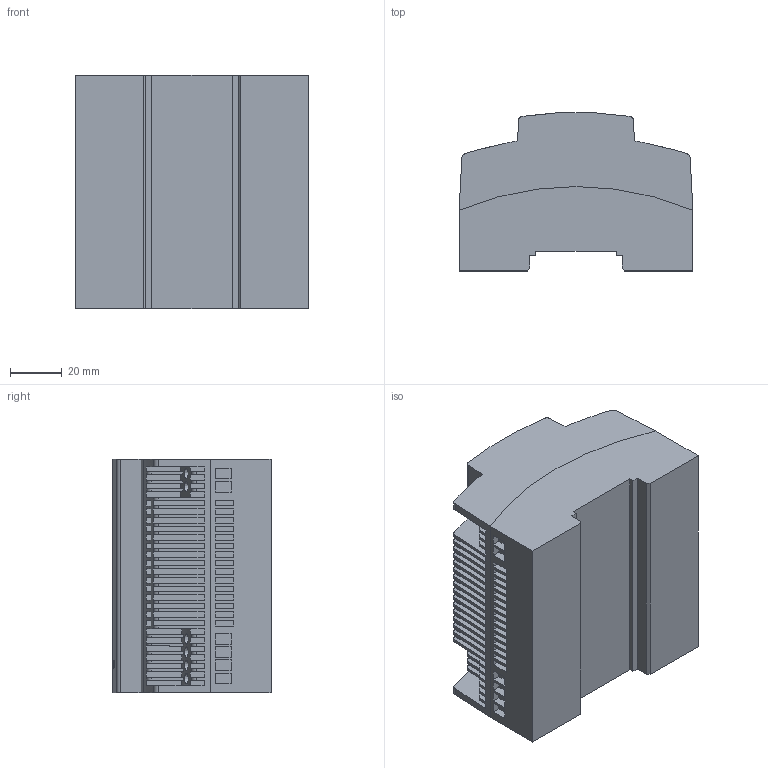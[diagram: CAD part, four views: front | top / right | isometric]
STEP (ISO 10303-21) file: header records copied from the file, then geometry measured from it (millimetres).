
FILE_DESCRIPTION(('SolidDesigner STEP Export'),'2;1');
FILE_NAME('2868664_STEP_PS_1AC_24DC_4_2_select.stp','2010-05-26T14:25:34',(''),(''),'CoCreate Modeling STEP processor for AP214 (Solid Model)','CoCreate Modeling 16.00A 16-Aug-2008 (C) Parametric Technology GmbH','');
FILE_SCHEMA(('AUTOMOTIVE_DESIGN { 1 0 10303 214 1 1 1 1 }'));
Length unit declared in the file: millimetre
Products named in the file (2): 2868664_STEP_PS_1AC_24DC_4_2_select
Assembly tree (1 placements, depth 2):
  2868664_STEP_PS_1AC_24DC_4_2_select
    2868664_STEP_PS_1AC_24DC_4_2_select
Bounding box: 90 x 60.83 x 90 mm (x, y, z)
Volume: 396366.7 mm3; surface area: 46142.5 mm2
Topology: 1 solids, 1 shells, 779 faces, 2082 edges, 1396 vertices
Faces by surface type: plane 632, cylinder 80, extrusion 67
Entity records: 32166 total; most frequent: CARTESIAN_POINT 6906, ORIENTED_EDGE 4164, DIRECTION 3415, EDGE_CURVE 2082, VECTOR 1617, LINE 1525, VERTEX_POINT 1396, AXIS2_PLACEMENT_3D 899
